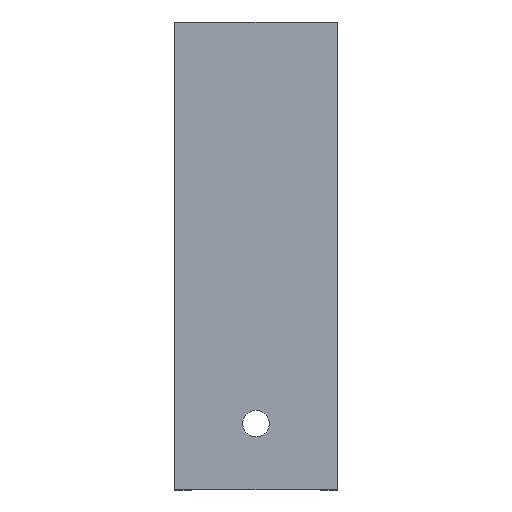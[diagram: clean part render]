
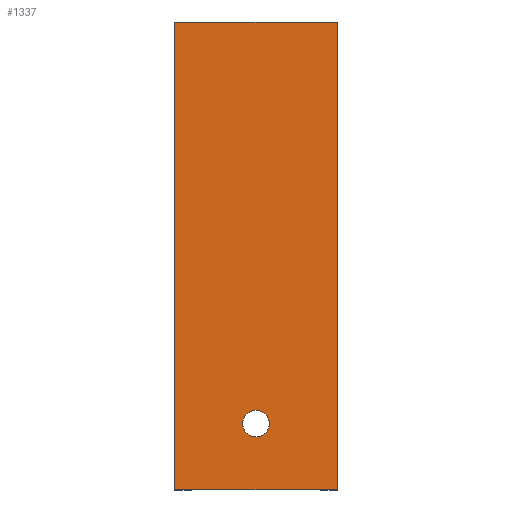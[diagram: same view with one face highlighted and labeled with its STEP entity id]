
A CAD part, top view. The second image highlights one B-rep face of the part: STEP entity #1337.
In plain terms, the highlighted planar face has unit normal (0, 0, 1).
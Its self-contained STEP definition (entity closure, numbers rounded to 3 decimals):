
#19=FACE_BOUND('',#192,.T.);
#44=PLANE('',#1433);
#118=FACE_OUTER_BOUND('',#191,.T.);
#191=EDGE_LOOP('',(#1210,#1211,#1212,#1213));
#192=EDGE_LOOP('',(#1214));
#204=CIRCLE('',#1421,2.);
#385=LINE('',#6909,#493);
#390=LINE('',#6918,#498);
#391=LINE('',#6921,#499);
#392=LINE('',#6922,#500);
#493=VECTOR('',#1670,10.);
#498=VECTOR('',#1679,10.);
#499=VECTOR('',#1682,10.);
#500=VECTOR('',#1683,10.);
#616=VERTEX_POINT('',#6859);
#630=VERTEX_POINT('',#6906);
#631=VERTEX_POINT('',#6908);
#633=VERTEX_POINT('',#6916);
#634=VERTEX_POINT('',#6920);
#801=EDGE_CURVE('',#616,#616,#204,.T.);
#824=EDGE_CURVE('',#630,#631,#385,.T.);
#829=EDGE_CURVE('',#630,#633,#390,.T.);
#830=EDGE_CURVE('',#634,#633,#391,.T.);
#831=EDGE_CURVE('',#631,#634,#392,.T.);
#1210=ORIENTED_EDGE('',*,*,#829,.T.);
#1211=ORIENTED_EDGE('',*,*,#830,.F.);
#1212=ORIENTED_EDGE('',*,*,#831,.F.);
#1213=ORIENTED_EDGE('',*,*,#824,.F.);
#1214=ORIENTED_EDGE('',*,*,#801,.T.);
#1337=ADVANCED_FACE('',(#118,#19),#44,.T.);
#1421=AXIS2_PLACEMENT_3D('',#6862,#1628,#1629);
#1433=AXIS2_PLACEMENT_3D('',#6919,#1680,#1681);
#1628=DIRECTION('center_axis',(0.,0.,-1.));
#1629=DIRECTION('ref_axis',(-0.707,-0.707,0.));
#1670=DIRECTION('',(0.,1.,0.));
#1679=DIRECTION('',(1.,0.,0.));
#1680=DIRECTION('center_axis',(0.,0.,1.));
#1681=DIRECTION('ref_axis',(0.,-1.,0.));
#1682=DIRECTION('',(0.,-1.,0.));
#1683=DIRECTION('',(1.,0.,0.));
#6859=CARTESIAN_POINT('',(1.533,-36.718,8.));
#6862=CARTESIAN_POINT('Origin',(0.,-38.002,
8.));
#6906=CARTESIAN_POINT('',(-12.25,-48.,8.));
#6908=CARTESIAN_POINT('',(-12.25,22.5,8.));
#6909=CARTESIAN_POINT('',(-12.25,22.5,8.));
#6916=CARTESIAN_POINT('',(12.25,-48.,8.));
#6918=CARTESIAN_POINT('',(0.,-48.,8.));
#6919=CARTESIAN_POINT('Origin',(0.,22.5,8.));
#6920=CARTESIAN_POINT('',(12.25,22.5,8.));
#6921=CARTESIAN_POINT('',(12.25,22.5,8.));
#6922=CARTESIAN_POINT('',(0.,22.5,8.));
